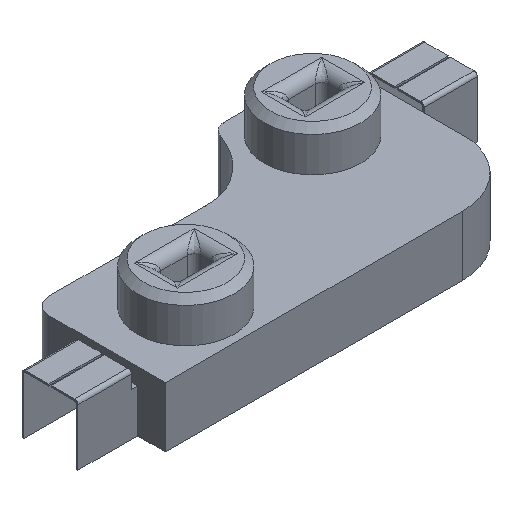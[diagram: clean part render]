
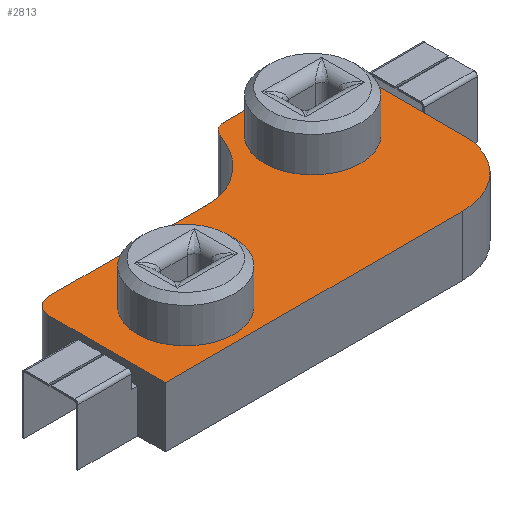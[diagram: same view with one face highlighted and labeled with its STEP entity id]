
A CAD part, isometric view. The second image highlights one B-rep face of the part: STEP entity #2813.
In plain terms, the highlighted planar face has unit normal (0, 0, 1).
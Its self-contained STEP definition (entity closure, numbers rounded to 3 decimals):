
#22=B_SPLINE_CURVE_WITH_KNOTS('',5,(#4538,#4539,#4540,#4541,#4542,#4543,
#4544,#4545,#4546,#4547,#4548,#4549,#4550,#4551,#4552),.UNSPECIFIED.,.F.,
 .F.,(6,1,1,1,1,1,1,1,1,1,6),(0.,0.1,0.2,0.3,0.4,0.5,0.6,0.7,0.8,0.9,1.),
 .UNSPECIFIED.);
#27=FACE_BOUND('',#397,.T.);
#28=FACE_BOUND('',#398,.T.);
#102=PLANE('',#3037);
#239=FACE_OUTER_BOUND('',#396,.T.);
#396=EDGE_LOOP('',(#2225,#2226,#2227,#2228,#2229,#2230,#2231,#2232,#2233));
#397=EDGE_LOOP('',(#2234));
#398=EDGE_LOOP('',(#2235));
#546=LINE('',#4358,#863);
#569=LINE('',#4415,#886);
#595=LINE('',#4505,#912);
#599=LINE('',#4559,#916);
#601=LINE('',#4565,#918);
#863=VECTOR('',#3369,10.);
#886=VECTOR('',#3412,10.);
#912=VECTOR('',#3494,10.);
#916=VECTOR('',#3504,10.);
#918=VECTOR('',#3512,10.);
#1150=CIRCLE('',#3021,1.45);
#1153=CIRCLE('',#3026,1.45);
#1154=CIRCLE('',#3030,0.403);
#1155=CIRCLE('',#3033,2.);
#1156=CIRCLE('',#3036,0.5);
#1255=VERTEX_POINT('',#4355);
#1256=VERTEX_POINT('',#4357);
#1279=VERTEX_POINT('',#4412);
#1280=VERTEX_POINT('',#4414);
#1296=VERTEX_POINT('',#4487);
#1299=VERTEX_POINT('',#4497);
#1300=VERTEX_POINT('',#4502);
#1301=VERTEX_POINT('',#4504);
#1302=VERTEX_POINT('',#4537);
#1303=VERTEX_POINT('',#4555);
#1304=VERTEX_POINT('',#4561);
#1563=EDGE_CURVE('',#1256,#1255,#546,.T.);
#1590=EDGE_CURVE('',#1280,#1279,#569,.T.);
#1622=EDGE_CURVE('',#1296,#1296,#1150,.T.);
#1627=EDGE_CURVE('',#1299,#1299,#1153,.T.);
#1629=EDGE_CURVE('',#1301,#1300,#595,.T.);
#1631=EDGE_CURVE('',#1302,#1301,#22,.T.);
#1633=EDGE_CURVE('',#1303,#1302,#1154,.T.);
#1635=EDGE_CURVE('',#1255,#1303,#599,.T.);
#1636=EDGE_CURVE('',#1304,#1256,#1155,.T.);
#1638=EDGE_CURVE('',#1279,#1304,#601,.T.);
#1639=EDGE_CURVE('',#1300,#1280,#1156,.T.);
#2225=ORIENTED_EDGE('',*,*,#1639,.T.);
#2226=ORIENTED_EDGE('',*,*,#1590,.T.);
#2227=ORIENTED_EDGE('',*,*,#1638,.T.);
#2228=ORIENTED_EDGE('',*,*,#1636,.T.);
#2229=ORIENTED_EDGE('',*,*,#1563,.T.);
#2230=ORIENTED_EDGE('',*,*,#1635,.T.);
#2231=ORIENTED_EDGE('',*,*,#1633,.T.);
#2232=ORIENTED_EDGE('',*,*,#1631,.T.);
#2233=ORIENTED_EDGE('',*,*,#1629,.T.);
#2234=ORIENTED_EDGE('',*,*,#1622,.T.);
#2235=ORIENTED_EDGE('',*,*,#1627,.T.);
#2813=ADVANCED_FACE('',(#239,#27,#28),#102,.T.);
#3021=AXIS2_PLACEMENT_3D('',#4489,#3475,#3476);
#3026=AXIS2_PLACEMENT_3D('',#4499,#3487,#3488);
#3030=AXIS2_PLACEMENT_3D('',#4556,#3499,#3500);
#3033=AXIS2_PLACEMENT_3D('',#4562,#3507,#3508);
#3036=AXIS2_PLACEMENT_3D('',#4567,#3515,#3516);
#3037=AXIS2_PLACEMENT_3D('',#4568,#3517,#3518);
#3369=DIRECTION('',(0.,1.,0.));
#3412=DIRECTION('',(0.,-1.,0.));
#3475=DIRECTION('center_axis',(0.,0.,-1.));
#3476=DIRECTION('ref_axis',(1.,0.,0.));
#3487=DIRECTION('center_axis',(0.,0.,-1.));
#3488=DIRECTION('ref_axis',(1.,0.,0.));
#3494=DIRECTION('',(-1.,0.,0.));
#3499=DIRECTION('center_axis',(0.,0.,1.));
#3500=DIRECTION('ref_axis',(0.,1.,0.));
#3504=DIRECTION('',(-1.,0.,0.));
#3507=DIRECTION('center_axis',(0.,0.,1.));
#3508=DIRECTION('ref_axis',(0.,-1.,0.));
#3512=DIRECTION('',(1.,0.,0.));
#3515=DIRECTION('center_axis',(0.,0.,1.));
#3516=DIRECTION('ref_axis',(0.,1.,0.));
#3517=DIRECTION('center_axis',(0.,0.,1.));
#3518=DIRECTION('ref_axis',(1.,0.,0.));
#4355=CARTESIAN_POINT('',(4.802,6.75,1.8));
#4357=CARTESIAN_POINT('',(4.802,2.624,1.8));
#4358=CARTESIAN_POINT('',(4.802,2.624,1.8));
#4412=CARTESIAN_POINT('',(-6.098,0.86,1.8));
#4414=CARTESIAN_POINT('',(-6.098,4.36,1.8));
#4415=CARTESIAN_POINT('',(-6.098,4.36,1.8));
#4487=CARTESIAN_POINT('',(1.09,5.08,1.8));
#4489=CARTESIAN_POINT('Origin',(2.54,5.08,1.8));
#4497=CARTESIAN_POINT('',(-5.26,2.54,1.8));
#4499=CARTESIAN_POINT('Origin',(-3.81,2.54,1.8));
#4502=CARTESIAN_POINT('',(-5.598,4.86,1.8));
#4504=CARTESIAN_POINT('',(-0.9,4.86,1.8));
#4505=CARTESIAN_POINT('',(-0.9,4.86,1.8));
#4537=CARTESIAN_POINT('',(1.151,6.463,1.8));
#4538=CARTESIAN_POINT('Ctrl Pts',(1.151,6.463,1.8));
#4539=CARTESIAN_POINT('Ctrl Pts',(1.142,6.44,1.8));
#4540=CARTESIAN_POINT('Ctrl Pts',(1.12,6.386,1.8));
#4541=CARTESIAN_POINT('Ctrl Pts',(1.078,6.285,1.8));
#4542=CARTESIAN_POINT('Ctrl Pts',(1.003,6.116,1.8));
#4543=CARTESIAN_POINT('Ctrl Pts',(0.875,5.879,1.8));
#4544=CARTESIAN_POINT('Ctrl Pts',(0.713,5.648,1.8));
#4545=CARTESIAN_POINT('Ctrl Pts',(0.52,5.449,1.8));
#4546=CARTESIAN_POINT('Ctrl Pts',(0.313,5.27,1.8));
#4547=CARTESIAN_POINT('Ctrl Pts',(0.091,5.106,1.8));
#4548=CARTESIAN_POINT('Ctrl Pts',(-0.166,4.97,1.8));
#4549=CARTESIAN_POINT('Ctrl Pts',(-0.418,4.896,1.8));
#4550=CARTESIAN_POINT('Ctrl Pts',(-0.643,4.866,1.8));
#4551=CARTESIAN_POINT('Ctrl Pts',(-0.811,4.86,1.8));
#4552=CARTESIAN_POINT('Ctrl Pts',(-0.9,4.86,1.8));
#4555=CARTESIAN_POINT('',(1.536,6.75,1.8));
#4556=CARTESIAN_POINT('Origin',(1.536,6.347,1.8));
#4559=CARTESIAN_POINT('',(4.802,6.75,1.8));
#4561=CARTESIAN_POINT('',(2.816,0.86,1.8));
#4562=CARTESIAN_POINT('Origin',(2.816,2.86,1.8));
#4565=CARTESIAN_POINT('',(-6.098,0.86,1.8));
#4567=CARTESIAN_POINT('Origin',(-5.598,4.36,1.8));
#4568=CARTESIAN_POINT('Origin',(-0.648,3.805,1.8));
